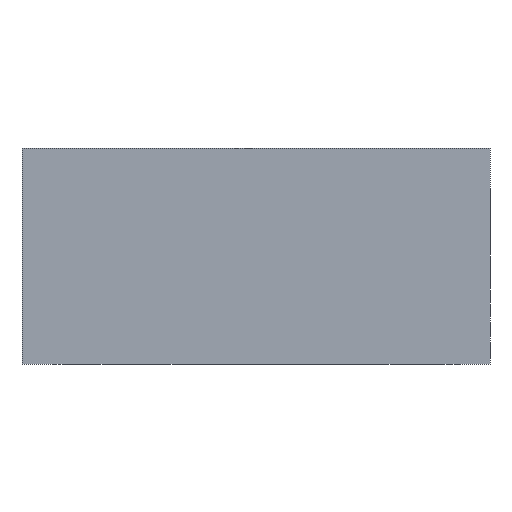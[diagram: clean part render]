
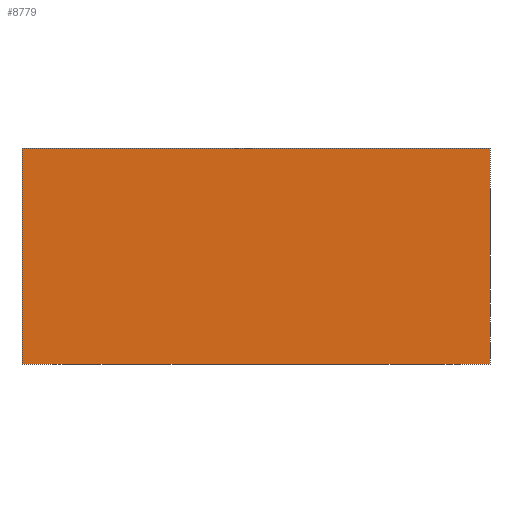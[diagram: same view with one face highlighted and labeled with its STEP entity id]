
A CAD part, left-side view. The second image highlights one B-rep face of the part: STEP entity #8779.
In plain terms, the highlighted planar face has unit normal (-1, 0, 0).
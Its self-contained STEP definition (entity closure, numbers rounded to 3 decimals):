
#1069=FACE_OUTER_BOUND('',#1555,.T.);
#1555=EDGE_LOOP('',(#7644,#7645,#7646,#7647));
#1911=LINE('',#13247,#2753);
#2425=LINE('',#14944,#3267);
#2426=LINE('',#14946,#3268);
#2427=LINE('',#14947,#3269);
#2753=VECTOR('',#9814,10.);
#3267=VECTOR('',#11164,10.);
#3268=VECTOR('',#11165,10.);
#3269=VECTOR('',#11166,10.);
#3597=VERTEX_POINT('',#13240);
#3600=VERTEX_POINT('',#13245);
#4109=VERTEX_POINT('',#14943);
#4110=VERTEX_POINT('',#14945);
#4599=EDGE_CURVE('',#3597,#3600,#1911,.T.);
#5313=EDGE_CURVE('',#4109,#3597,#2425,.T.);
#5314=EDGE_CURVE('',#4110,#3600,#2426,.T.);
#5315=EDGE_CURVE('',#4109,#4110,#2427,.T.);
#7644=ORIENTED_EDGE('',*,*,#5313,.T.);
#7645=ORIENTED_EDGE('',*,*,#4599,.T.);
#7646=ORIENTED_EDGE('',*,*,#5314,.F.);
#7647=ORIENTED_EDGE('',*,*,#5315,.F.);
#7996=PLANE('',#9306);
#8779=ADVANCED_FACE('',(#1069),#7996,.T.);
#9306=AXIS2_PLACEMENT_3D('',#14942,#11162,#11163);
#9814=DIRECTION('',(0.,0.,1.));
#11162=DIRECTION('center_axis',(-1.,0.,0.));
#11163=DIRECTION('ref_axis',(0.,-1.,0.));
#11164=DIRECTION('',(0.,-1.,0.));
#11165=DIRECTION('',(0.,-1.,0.));
#11166=DIRECTION('',(0.,0.,1.));
#13240=CARTESIAN_POINT('',(0.,0.,0.));
#13245=CARTESIAN_POINT('',(0.,0.,76.2));
#13247=CARTESIAN_POINT('',(0.,0.,0.));
#14942=CARTESIAN_POINT('Origin',(0.,165.1,0.));
#14943=CARTESIAN_POINT('',(0.,165.1,0.));
#14944=CARTESIAN_POINT('',(0.,165.1,0.));
#14945=CARTESIAN_POINT('',(0.,165.1,76.2));
#14946=CARTESIAN_POINT('',(0.,165.1,76.2));
#14947=CARTESIAN_POINT('',(0.,165.1,0.));
